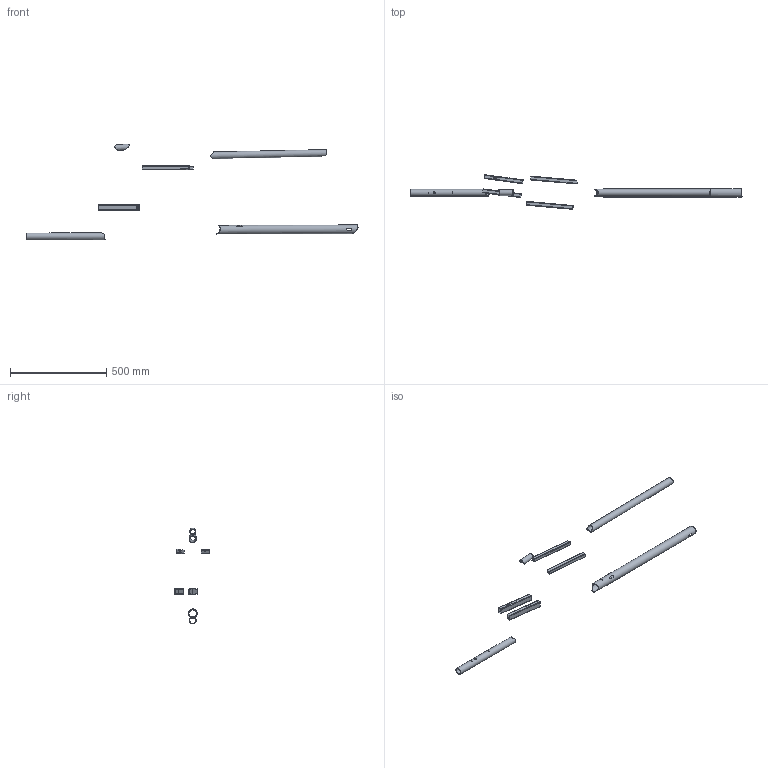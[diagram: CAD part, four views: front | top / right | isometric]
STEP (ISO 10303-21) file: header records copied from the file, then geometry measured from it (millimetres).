
FILE_DESCRIPTION(('FreeCAD Model'),'2;1');
FILE_NAME('Open CASCADE Shape Model','2022-06-27T12:36:03',('Author'),( ''),'Open CASCADE STEP processor 7.5','FreeCAD','Unknown');
FILE_SCHEMA(('AUTOMOTIVE_DESIGN { 1 0 10303 214 1 1 1 1 }'));
Length unit declared in the file: millimetre
Products named in the file (9): Sans_nom; Base droite015; Tube down; Renfort tob tube; Tube de selle067; Top tube017; Base gauche002 (Mirror #28); Hauban droit (Mirror #24); Hauban droit
Assembly tree (8 placements, depth 2):
  Sans_nom
    Base droite015
    Tube down
    Renfort tob tube
    Tube de selle067
    Top tube017
    Base gauche002 (Mirror #28)
    Hauban droit (Mirror #24)
    Hauban droit
Bounding box: 1726.81 x 180.81 x 498.83 mm (x, y, z)
Volume: 549444.6 mm3; surface area: 554279.9 mm2
Topology: 8 solids, 8 shells, 170 faces, 500 edges, 331 vertices
Faces by surface type: cylinder 84, plane 78, cone 8
Full cylindrical faces by diameter (mm): 10 x1, 26 x1, 30 x1, 32 x2, 36 x2, 41 x1, 45 x1
Entity records: 32598 total; most frequent: CARTESIAN_POINT 23413, DIRECTION 1374, ORIENTED_EDGE 1000, PCURVE 1000, DEFINITIONAL_REPRESENTATION 1000, LINE 711, VECTOR 711, B_SPLINE_CURVE_WITH_KNOTS 559
